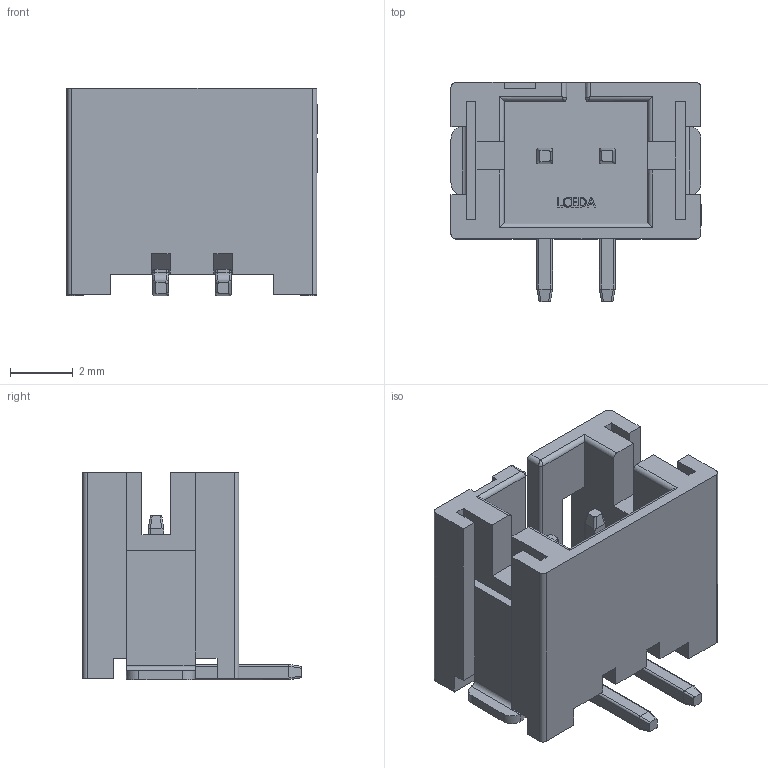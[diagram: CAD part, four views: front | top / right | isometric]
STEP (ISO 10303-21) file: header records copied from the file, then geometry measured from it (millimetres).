
FILE_DESCRIPTION (( 'STEP AP214' ), '1' );
FILE_NAME ('CONN-SMD_B2B-PH-SM4-TBT-LF-SN.step', '2022-08-01T06:02:09', ( '' ), ( '' ), 'SwSTEP 2.0', 'SolidWorks 2020', '' );
FILE_SCHEMA (( 'AUTOMOTIVE_DESIGN' ));
Length unit declared in the file: millimetre
Products named in the file (1): CONN-SMD_B2B-PH-SM4-TBT-LF-SN
Bounding box: 8 x 7 x 6.65 mm (x, y, z)
Volume: 127.2 mm3; surface area: 469.4 mm2
Topology: 16 solids, 16 shells, 507 faces, 1366 edges, 894 vertices
Faces by surface type: plane 326, bspline 114, cylinder 59, torus 8
Entity records: 22840 total; most frequent: CARTESIAN_POINT 5348, ORIENTED_EDGE 2728, DIRECTION 1894, EDGE_CURVE 1364, LINE 990, VECTOR 990, VERTEX_POINT 894, EDGE_LOOP 528
